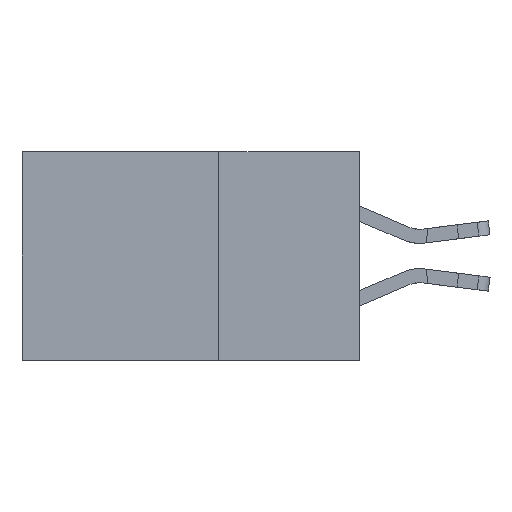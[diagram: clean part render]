
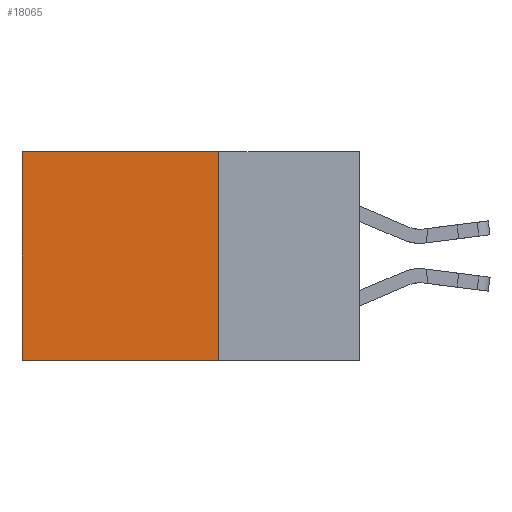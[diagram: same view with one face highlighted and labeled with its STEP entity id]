
A CAD part, left-side view. The second image highlights one B-rep face of the part: STEP entity #18065.
In plain terms, the highlighted planar face has unit normal (-1, 0, 0).
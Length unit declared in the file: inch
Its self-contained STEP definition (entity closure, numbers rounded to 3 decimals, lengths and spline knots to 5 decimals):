
#284 = VECTOR ( 'NONE', #11006, 39.37008 ) ;
#822 = CARTESIAN_POINT ( 'NONE',  ( 0.2875, 0.25, 0. ) ) ;
#1094 = EDGE_CURVE ( 'NONE', #9357, #4051, #19856, .T. ) ;
#1161 = DIRECTION ( 'NONE',  ( 1., 0., 0. ) ) ;
#3084 = CARTESIAN_POINT ( 'NONE',  ( 0.2875, 0.25, 0. ) ) ;
#3161 = DIRECTION ( 'NONE',  ( 0., 0., -1. ) ) ;
#4051 = VERTEX_POINT ( 'NONE', #29145 ) ;
#4267 = DIRECTION ( 'NONE',  ( 0., 1., 0. ) ) ;
#5780 = CARTESIAN_POINT ( 'NONE',  ( 0.2875, 0.6, -0.37 ) ) ;
#7653 = ORIENTED_EDGE ( 'NONE', *, *, #12199, .T. ) ;
#8623 = CARTESIAN_POINT ( 'NONE',  ( 0.2875, 0.25, 0. ) ) ;
#9150 = EDGE_CURVE ( 'NONE', #28884, #29715, #12872, .T. ) ;
#9357 = VERTEX_POINT ( 'NONE', #8623 ) ;
#9388 = VECTOR ( 'NONE', #4267, 39.37008 ) ;
#11006 = DIRECTION ( 'NONE',  ( 0., 1., 0. ) ) ;
#11078 = LINE ( 'NONE', #3084, #284 ) ;
#11332 = PLANE ( 'NONE',  #23834 ) ;
#12199 = EDGE_CURVE ( 'NONE', #9357, #28884, #11078, .T. ) ;
#12872 = LINE ( 'NONE', #26277, #28492 ) ;
#15133 = FACE_OUTER_BOUND ( 'NONE', #25194, .T. ) ;
#18065 = ADVANCED_FACE ( 'NONE', ( #15133 ), #11332, .F. ) ;
#18631 = CARTESIAN_POINT ( 'NONE',  ( 0.2875, 0.6, 0. ) ) ;
#19293 = DIRECTION ( 'NONE',  ( 0., 0., -1. ) ) ;
#19856 = LINE ( 'NONE', #28497, #29898 ) ;
#19970 = EDGE_CURVE ( 'NONE', #4051, #29715, #28115, .T. ) ;
#23834 = AXIS2_PLACEMENT_3D ( 'NONE', #822, #1161, #23922 ) ;
#23922 = DIRECTION ( 'NONE',  ( 0., 0., -1. ) ) ;
#24685 = ORIENTED_EDGE ( 'NONE', *, *, #1094, .F. ) ;
#25194 = EDGE_LOOP ( 'NONE', ( #31721, #25405, #24685, #7653 ) ) ;
#25405 = ORIENTED_EDGE ( 'NONE', *, *, #19970, .F. ) ;
#26277 = CARTESIAN_POINT ( 'NONE',  ( 0.2875, 0.6, 0. ) ) ;
#28115 = LINE ( 'NONE', #29921, #9388 ) ;
#28492 = VECTOR ( 'NONE', #3161, 39.37008 ) ;
#28497 = CARTESIAN_POINT ( 'NONE',  ( 0.2875, 0.25, 0. ) ) ;
#28884 = VERTEX_POINT ( 'NONE', #18631 ) ;
#29145 = CARTESIAN_POINT ( 'NONE',  ( 0.2875, 0.25, -0.37 ) ) ;
#29715 = VERTEX_POINT ( 'NONE', #5780 ) ;
#29898 = VECTOR ( 'NONE', #19293, 39.37008 ) ;
#29921 = CARTESIAN_POINT ( 'NONE',  ( 0.2875, 0.25, -0.37 ) ) ;
#31721 = ORIENTED_EDGE ( 'NONE', *, *, #9150, .T. ) ;
